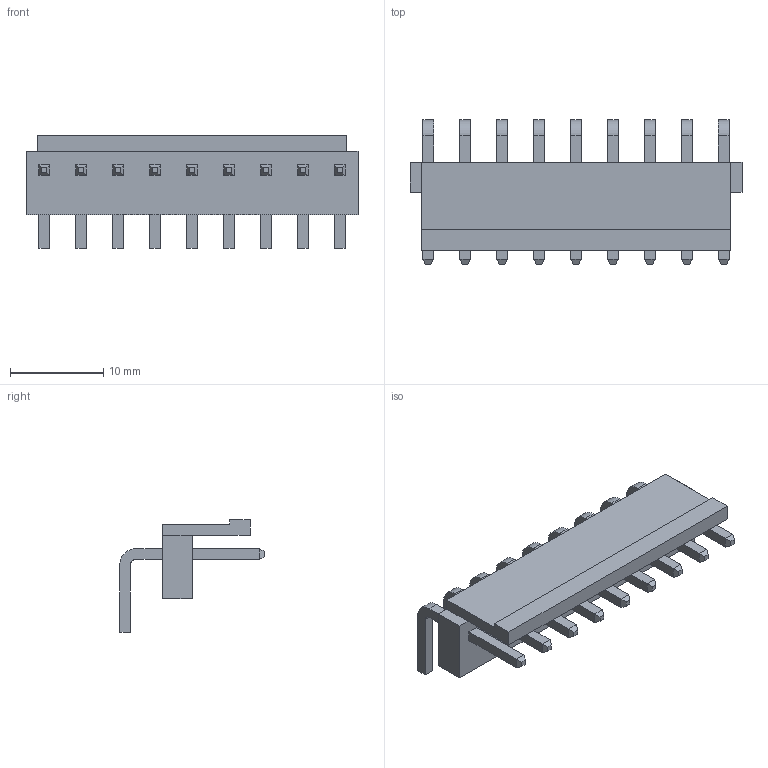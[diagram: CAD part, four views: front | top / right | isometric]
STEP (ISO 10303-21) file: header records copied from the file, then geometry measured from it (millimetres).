
FILE_DESCRIPTION((' '),'2;1');
FILE_NAME( 'B9PS-VH.stp', '2022-09-02T12:09:12', (' '), ('--- Datakit www.datakit.com---'), ' Datakit CrossCadWare V2022.3 Jun 15 2022', 'DATAKIT 2022 (c)', ' ');
FILE_SCHEMA(('AP242_MANAGED_MODEL_BASED_3D_ENGINEERING_MIM_LF { 1 0 10303 442 1 1 4 }'));
Length unit declared in the file: millimetre
Products named in the file (1): B9PS-VH
Bounding box: 35.58 x 15.47 x 12.1 mm (x, y, z)
Volume: 1410.7 mm3; surface area: 2095.7 mm2
Topology: 1 solids, 1 shells, 176 faces, 430 edges, 274 vertices
Faces by surface type: plane 158, cylinder 18
Entity records: 5257 total; most frequent: CARTESIAN_POINT 881, ORIENTED_EDGE 860, DIRECTION 820, EDGE_CURVE 430, VECTOR 394, LINE 394, VERTEX_POINT 274, AXIS2_PLACEMENT_3D 213
